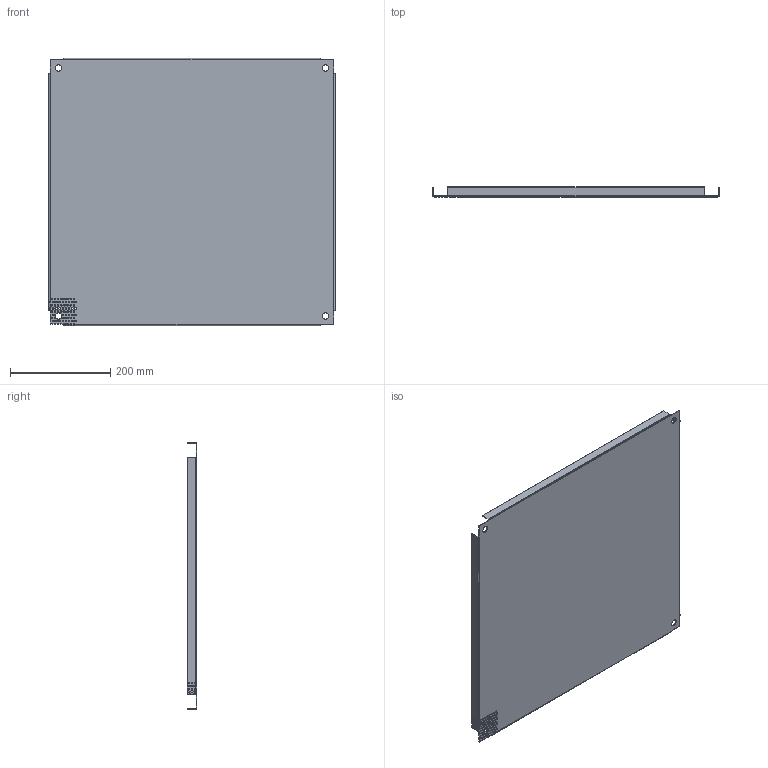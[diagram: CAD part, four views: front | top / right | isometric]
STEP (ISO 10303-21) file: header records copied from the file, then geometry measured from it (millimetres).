
FILE_DESCRIPTION (( 'STEP AP203' ), '1' );
FILE_NAME ('AP2424PP_Default.step', '2019-11-12T20:53:29', ( '' ), ( '' ), 'SwSTEP 2.0', 'SolidWorks 2019', '' );
FILE_SCHEMA (( 'CONFIG_CONTROL_DESIGN' ));
Length unit declared in the file: inch
Products named in the file (1): AP2424PP_Default
Bounding box: 571.5 x 19.05 x 533.4 mm (x, y, z)
Volume: 487255.5 mm3; surface area: 677970.8 mm2
Topology: 1 solids, 1 shells, 249 faces, 753 edges, 492 vertices
Faces by surface type: cylinder 198, plane 43, bspline 8
Entity records: 10036 total; most frequent: CARTESIAN_POINT 2541, DIRECTION 1617, ORIENTED_EDGE 1506, EDGE_CURVE 753, AXIS2_PLACEMENT_3D 638, VERTEX_POINT 492, EDGE_LOOP 407, CIRCLE 396
